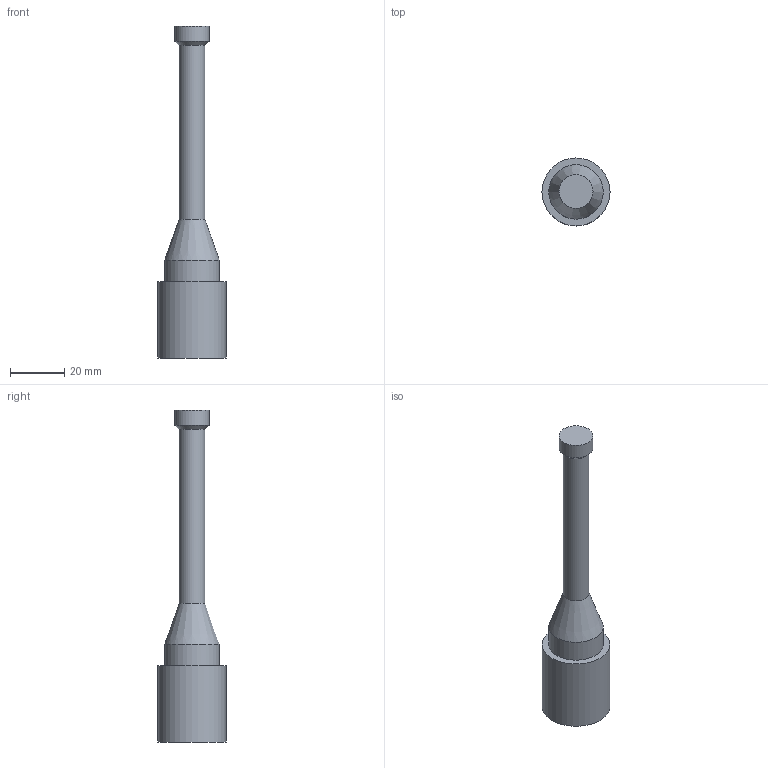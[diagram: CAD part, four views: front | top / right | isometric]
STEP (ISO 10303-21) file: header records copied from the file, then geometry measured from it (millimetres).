
FILE_DESCRIPTION(/* description */ (''),/* implementation_level */ '2;1');
FILE_NAME(/* name */ 'DC2F.stp',/* time_stamp */ '2014-11-13T15:40:13+01:00',/* author */ ('sh'),/* organization */ (''),/* preprocessor_version */ 'ST-DEVELOPER v15.2',/* originating_system */ 'Autodesk Inventor 2014',/* authorisation */ '');
FILE_SCHEMA (('AUTOMOTIVE_DESIGN { 1 0 10303 214 3 1 1 }'));
Length unit declared in the file: millimetre
Products named in the file (1): DC2F
Bounding box: 25 x 25 x 122 mm (x, y, z)
Volume: 23448.6 mm3; surface area: 7194.4 mm2
Topology: 1 solids, 1 shells, 45 faces, 109 edges, 72 vertices
Faces by surface type: plane 24, bspline 12, cylinder 7, cone 2
Full cylindrical faces by diameter (mm): 3.2 x1, 4.8 x2, 9.5 x1, 12.5 x1, 20 x1, 25 x1
Entity records: 1368 total; most frequent: CARTESIAN_POINT 370, ORIENTED_EDGE 196, DIRECTION 156, EDGE_CURVE 98, VERTEX_POINT 70, LINE 60, VECTOR 60, EDGE_LOOP 60
